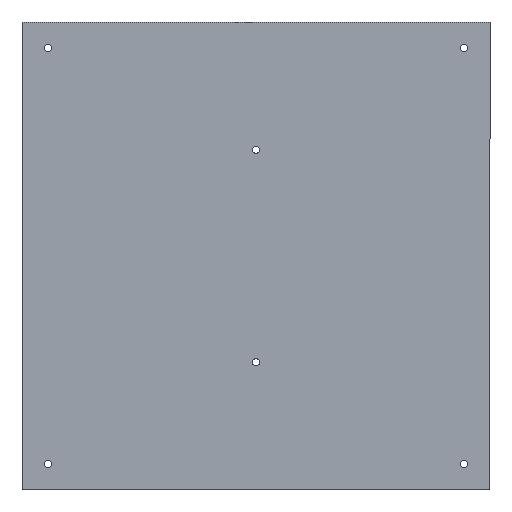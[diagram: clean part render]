
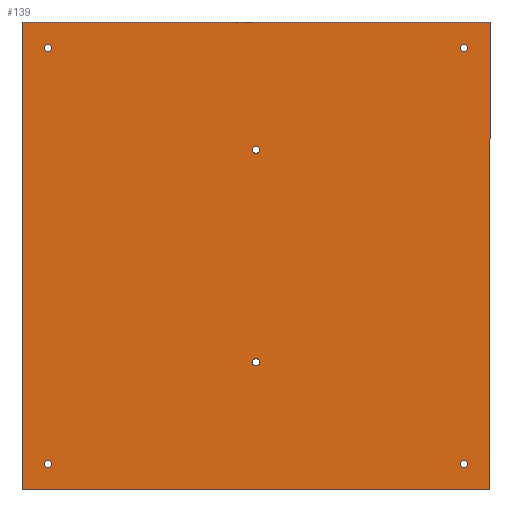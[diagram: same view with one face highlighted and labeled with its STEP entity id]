
A CAD part, front view. The second image highlights one B-rep face of the part: STEP entity #139.
In plain terms, the highlighted planar face has unit normal (0, -1, 0).
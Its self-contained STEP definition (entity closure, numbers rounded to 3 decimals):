
#1 = AXIS2_PLACEMENT_3D ( 'NONE', #677, #352, #515 ) ;
#2 = DIRECTION ( 'NONE',  ( -1., 0., 0. ) ) ;
#6 = ORIENTED_EDGE ( 'NONE', *, *, #367, .F. ) ;
#8 = CIRCLE ( 'NONE', #670, 2. ) ;
#9 = EDGE_CURVE ( 'NONE', #639, #348, #141, .T. ) ;
#12 = ORIENTED_EDGE ( 'NONE', *, *, #9, .F. ) ;
#14 = FACE_BOUND ( 'NONE', #435, .T. ) ;
#16 = CARTESIAN_POINT ( 'NONE',  ( -111.202, 0., -116.365 ) ) ;
#24 = EDGE_CURVE ( 'NONE', #222, #607, #8, .T. ) ;
#25 = ORIENTED_EDGE ( 'NONE', *, *, #527, .F. ) ;
#27 = DIRECTION ( 'NONE',  ( 0., 1., 0. ) ) ;
#28 = CARTESIAN_POINT ( 'NONE',  ( 0., 0., 0. ) ) ;
#36 = DIRECTION ( 'NONE',  ( 0., 0., 1. ) ) ;
#40 = DIRECTION ( 'NONE',  ( 0., 1., 0. ) ) ;
#41 = CIRCLE ( 'NONE', #65, 2. ) ;
#43 = EDGE_CURVE ( 'NONE', #423, #415, #176, .T. ) ;
#44 = VERTEX_POINT ( 'NONE', #368 ) ;
#46 = DIRECTION ( 'NONE',  ( 0., -1., 0. ) ) ;
#49 = CARTESIAN_POINT ( 'NONE',  ( 4.298, 0., 54.135 ) ) ;
#55 = LINE ( 'NONE', #236, #190 ) ;
#62 = CARTESIAN_POINT ( 'NONE',  ( -125.702, 0., 127.135 ) ) ;
#64 = EDGE_LOOP ( 'NONE', ( #397, #166 ) ) ;
#65 = AXIS2_PLACEMENT_3D ( 'NONE', #378, #325, #647 ) ;
#66 = ORIENTED_EDGE ( 'NONE', *, *, #88, .F. ) ;
#67 = DIRECTION ( 'NONE',  ( 0., 0., 1. ) ) ;
#68 = CARTESIAN_POINT ( 'NONE',  ( 119.798, 0., -120.365 ) ) ;
#78 = DIRECTION ( 'NONE',  ( 0., -1., 0. ) ) ;
#88 = EDGE_CURVE ( 'NONE', #348, #671, #55, .T. ) ;
#96 = EDGE_LOOP ( 'NONE', ( #634, #376, #66, #12 ) ) ;
#97 = CARTESIAN_POINT ( 'NONE',  ( 119.798, 0., 114.635 ) ) ;
#104 = DIRECTION ( 'NONE',  ( 0., 0., 1. ) ) ;
#111 = FACE_BOUND ( 'NONE', #369, .T. ) ;
#114 = ORIENTED_EDGE ( 'NONE', *, *, #449, .F. ) ;
#115 = DIRECTION ( 'NONE',  ( 0., 1., 0. ) ) ;
#132 = EDGE_CURVE ( 'NONE', #216, #214, #546, .T. ) ;
#139 = ADVANCED_FACE ( 'NONE', ( #328, #14, #519, #111, #268, #503, #664 ), #387, .F. ) ;
#141 = LINE ( 'NONE', #599, #281 ) ;
#152 = CARTESIAN_POINT ( 'NONE',  ( 4.298, 0., 56.135 ) ) ;
#153 = CIRCLE ( 'NONE', #502, 2. ) ;
#166 = ORIENTED_EDGE ( 'NONE', *, *, #411, .T. ) ;
#176 = CIRCLE ( 'NONE', #474, 2. ) ;
#179 = LINE ( 'NONE', #628, #334 ) ;
#190 = VECTOR ( 'NONE', #511, 1000. ) ;
#193 = AXIS2_PLACEMENT_3D ( 'NONE', #28, #27, #333 ) ;
#198 = CARTESIAN_POINT ( 'NONE',  ( 119.798, 0., -118.365 ) ) ;
#200 = DIRECTION ( 'NONE',  ( 0., 0., -1. ) ) ;
#204 = AXIS2_PLACEMENT_3D ( 'NONE', #485, #115, #427 ) ;
#208 = DIRECTION ( 'NONE',  ( 0., 0., 1. ) ) ;
#210 = DIRECTION ( 'NONE',  ( 0., -1., 0. ) ) ;
#214 = VERTEX_POINT ( 'NONE', #375 ) ;
#216 = VERTEX_POINT ( 'NONE', #68 ) ;
#222 = VERTEX_POINT ( 'NONE', #16 ) ;
#226 = CIRCLE ( 'NONE', #234, 2. ) ;
#233 = VERTEX_POINT ( 'NONE', #645 ) ;
#234 = AXIS2_PLACEMENT_3D ( 'NONE', #152, #521, #208 ) ;
#236 = CARTESIAN_POINT ( 'NONE',  ( 134.298, 0., -132.865 ) ) ;
#242 = EDGE_CURVE ( 'NONE', #44, #583, #463, .T. ) ;
#256 = CARTESIAN_POINT ( 'NONE',  ( -125.702, 0., -132.865 ) ) ;
#261 = DIRECTION ( 'NONE',  ( 0., 0., -1. ) ) ;
#263 = CARTESIAN_POINT ( 'NONE',  ( 4.298, 0., -63.865 ) ) ;
#268 = FACE_BOUND ( 'NONE', #487, .T. ) ;
#272 = VERTEX_POINT ( 'NONE', #263 ) ;
#273 = DIRECTION ( 'NONE',  ( 1., 0., 0. ) ) ;
#281 = VECTOR ( 'NONE', #273, 1000. ) ;
#288 = DIRECTION ( 'NONE',  ( 0., -1., 0. ) ) ;
#289 = CARTESIAN_POINT ( 'NONE',  ( -111.202, 0., -118.365 ) ) ;
#291 = CIRCLE ( 'NONE', #494, 2. ) ;
#295 = EDGE_CURVE ( 'NONE', #233, #272, #291, .T. ) ;
#297 = AXIS2_PLACEMENT_3D ( 'NONE', #438, #78, #384 ) ;
#299 = CIRCLE ( 'NONE', #204, 2. ) ;
#307 = CARTESIAN_POINT ( 'NONE',  ( 4.298, 0., 58.135 ) ) ;
#315 = ORIENTED_EDGE ( 'NONE', *, *, #295, .T. ) ;
#325 = DIRECTION ( 'NONE',  ( 0., -1., 0. ) ) ;
#328 = FACE_BOUND ( 'NONE', #594, .T. ) ;
#333 = DIRECTION ( 'NONE',  ( 0., 0., 1. ) ) ;
#334 = VECTOR ( 'NONE', #2, 1000. ) ;
#340 = ORIENTED_EDGE ( 'NONE', *, *, #365, .F. ) ;
#343 = EDGE_CURVE ( 'NONE', #607, #222, #410, .T. ) ;
#345 = CARTESIAN_POINT ( 'NONE',  ( 119.798, 0., 110.635 ) ) ;
#348 = VERTEX_POINT ( 'NONE', #625 ) ;
#352 = DIRECTION ( 'NONE',  ( 0., -1., 0. ) ) ;
#353 = ORIENTED_EDGE ( 'NONE', *, *, #242, .F. ) ;
#357 = CARTESIAN_POINT ( 'NONE',  ( -111.202, 0., -118.365 ) ) ;
#365 = EDGE_CURVE ( 'NONE', #383, #459, #392, .T. ) ;
#367 = EDGE_CURVE ( 'NONE', #214, #216, #153, .T. ) ;
#368 = CARTESIAN_POINT ( 'NONE',  ( -111.202, 0., 110.635 ) ) ;
#369 = EDGE_LOOP ( 'NONE', ( #353, #114 ) ) ;
#375 = CARTESIAN_POINT ( 'NONE',  ( 119.798, 0., -116.365 ) ) ;
#376 = ORIENTED_EDGE ( 'NONE', *, *, #514, .F. ) ;
#378 = CARTESIAN_POINT ( 'NONE',  ( 119.798, 0., 112.635 ) ) ;
#383 = VERTEX_POINT ( 'NONE', #97 ) ;
#384 = DIRECTION ( 'NONE',  ( 0., 0., -1. ) ) ;
#387 = PLANE ( 'NONE',  #193 ) ;
#392 = CIRCLE ( 'NONE', #1, 2. ) ;
#397 = ORIENTED_EDGE ( 'NONE', *, *, #43, .T. ) ;
#402 = VECTOR ( 'NONE', #67, 1000. ) ;
#406 = AXIS2_PLACEMENT_3D ( 'NONE', #357, #46, #200 ) ;
#410 = CIRCLE ( 'NONE', #406, 2. ) ;
#411 = EDGE_CURVE ( 'NONE', #415, #423, #226, .T. ) ;
#415 = VERTEX_POINT ( 'NONE', #49 ) ;
#417 = DIRECTION ( 'NONE',  ( 0., 1., 0. ) ) ;
#421 = DIRECTION ( 'NONE',  ( 0., -1., 0. ) ) ;
#423 = VERTEX_POINT ( 'NONE', #307 ) ;
#427 = DIRECTION ( 'NONE',  ( 0., 0., 1. ) ) ;
#435 = EDGE_LOOP ( 'NONE', ( #568, #522 ) ) ;
#438 = CARTESIAN_POINT ( 'NONE',  ( 119.798, 0., -118.365 ) ) ;
#448 = CARTESIAN_POINT ( 'NONE',  ( 4.298, 0., 56.135 ) ) ;
#449 = EDGE_CURVE ( 'NONE', #583, #44, #653, .T. ) ;
#459 = VERTEX_POINT ( 'NONE', #345 ) ;
#463 = CIRCLE ( 'NONE', #563, 2. ) ;
#474 = AXIS2_PLACEMENT_3D ( 'NONE', #448, #40, #36 ) ;
#476 = CARTESIAN_POINT ( 'NONE',  ( 4.298, 0., -61.865 ) ) ;
#477 = CARTESIAN_POINT ( 'NONE',  ( -125.702, 0., -132.865 ) ) ;
#478 = VERTEX_POINT ( 'NONE', #256 ) ;
#485 = CARTESIAN_POINT ( 'NONE',  ( 4.298, 0., -61.865 ) ) ;
#487 = EDGE_LOOP ( 'NONE', ( #315, #585 ) ) ;
#494 = AXIS2_PLACEMENT_3D ( 'NONE', #476, #417, #104 ) ;
#502 = AXIS2_PLACEMENT_3D ( 'NONE', #198, #564, #562 ) ;
#503 = FACE_BOUND ( 'NONE', #64, .T. ) ;
#511 = DIRECTION ( 'NONE',  ( 0., 0., -1. ) ) ;
#514 = EDGE_CURVE ( 'NONE', #671, #478, #179, .T. ) ;
#515 = DIRECTION ( 'NONE',  ( 0., 0., -1. ) ) ;
#519 = FACE_BOUND ( 'NONE', #544, .T. ) ;
#521 = DIRECTION ( 'NONE',  ( 0., 1., 0. ) ) ;
#522 = ORIENTED_EDGE ( 'NONE', *, *, #24, .F. ) ;
#523 = CARTESIAN_POINT ( 'NONE',  ( -111.202, 0., 112.635 ) ) ;
#527 = EDGE_CURVE ( 'NONE', #459, #383, #41, .T. ) ;
#534 = CARTESIAN_POINT ( 'NONE',  ( 134.298, 0., -132.865 ) ) ;
#544 = EDGE_LOOP ( 'NONE', ( #661, #6 ) ) ;
#546 = CIRCLE ( 'NONE', #297, 2. ) ;
#557 = EDGE_CURVE ( 'NONE', #272, #233, #299, .T. ) ;
#562 = DIRECTION ( 'NONE',  ( 0., 0., -1. ) ) ;
#563 = AXIS2_PLACEMENT_3D ( 'NONE', #608, #288, #261 ) ;
#564 = DIRECTION ( 'NONE',  ( 0., -1., 0. ) ) ;
#565 = AXIS2_PLACEMENT_3D ( 'NONE', #523, #210, #576 ) ;
#566 = LINE ( 'NONE', #477, #402 ) ;
#568 = ORIENTED_EDGE ( 'NONE', *, *, #343, .F. ) ;
#576 = DIRECTION ( 'NONE',  ( 0., 0., -1. ) ) ;
#583 = VERTEX_POINT ( 'NONE', #589 ) ;
#585 = ORIENTED_EDGE ( 'NONE', *, *, #557, .T. ) ;
#587 = CARTESIAN_POINT ( 'NONE',  ( -111.202, 0., -120.365 ) ) ;
#589 = CARTESIAN_POINT ( 'NONE',  ( -111.202, 0., 114.635 ) ) ;
#594 = EDGE_LOOP ( 'NONE', ( #25, #340 ) ) ;
#597 = EDGE_CURVE ( 'NONE', #478, #639, #566, .T. ) ;
#599 = CARTESIAN_POINT ( 'NONE',  ( -125.702, 0., 127.135 ) ) ;
#607 = VERTEX_POINT ( 'NONE', #587 ) ;
#608 = CARTESIAN_POINT ( 'NONE',  ( -111.202, 0., 112.635 ) ) ;
#610 = DIRECTION ( 'NONE',  ( 0., 0., -1. ) ) ;
#625 = CARTESIAN_POINT ( 'NONE',  ( 134.298, 0., 127.135 ) ) ;
#628 = CARTESIAN_POINT ( 'NONE',  ( -125.702, 0., -132.865 ) ) ;
#634 = ORIENTED_EDGE ( 'NONE', *, *, #597, .F. ) ;
#639 = VERTEX_POINT ( 'NONE', #62 ) ;
#645 = CARTESIAN_POINT ( 'NONE',  ( 4.298, 0., -59.865 ) ) ;
#647 = DIRECTION ( 'NONE',  ( 0., 0., -1. ) ) ;
#653 = CIRCLE ( 'NONE', #565, 2. ) ;
#661 = ORIENTED_EDGE ( 'NONE', *, *, #132, .F. ) ;
#664 = FACE_OUTER_BOUND ( 'NONE', #96, .T. ) ;
#670 = AXIS2_PLACEMENT_3D ( 'NONE', #289, #421, #610 ) ;
#671 = VERTEX_POINT ( 'NONE', #534 ) ;
#677 = CARTESIAN_POINT ( 'NONE',  ( 119.798, 0., 112.635 ) ) ;
